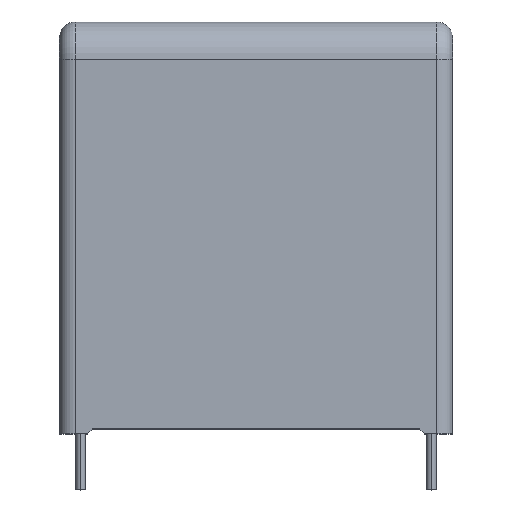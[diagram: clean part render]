
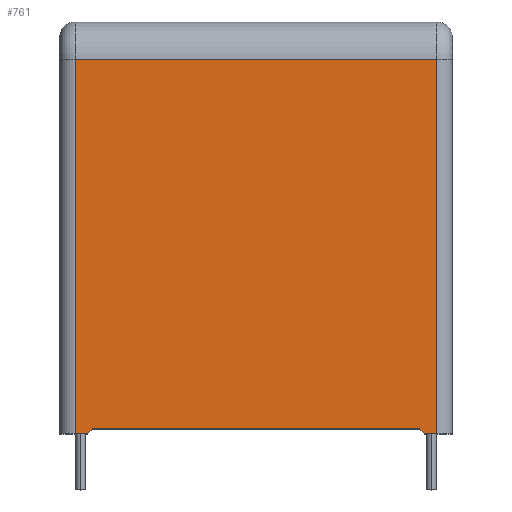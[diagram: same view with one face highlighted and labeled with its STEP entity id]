
A CAD part, top view. The second image highlights one B-rep face of the part: STEP entity #761.
In plain terms, the highlighted planar face has unit normal (0, 0, 1).
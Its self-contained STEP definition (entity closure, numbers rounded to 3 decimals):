
#158 = LINE ( 'NONE', #298, #207 ) ;
#193 = DIRECTION ( 'NONE',  ( 1., 0., 0. ) ) ;
#207 = VECTOR ( 'NONE', #3179, 1000. ) ;
#285 = EDGE_CURVE ( 'NONE', #3378, #2963, #776, .T. ) ;
#298 = CARTESIAN_POINT ( 'NONE',  ( 17.5, 0.5, 12. ) ) ;
#320 = EDGE_CURVE ( 'NONE', #3343, #2513, #614, .T. ) ;
#367 = DIRECTION ( 'NONE',  ( -1., 0., 0. ) ) ;
#516 = VERTEX_POINT ( 'NONE', #3919 ) ;
#527 = CARTESIAN_POINT ( 'NONE',  ( 19.3, 0., 12. ) ) ;
#549 = CARTESIAN_POINT ( 'NONE',  ( 19.3, 40., 12. ) ) ;
#600 = VECTOR ( 'NONE', #2110, 1000. ) ;
#614 = LINE ( 'NONE', #2010, #600 ) ;
#648 = CARTESIAN_POINT ( 'NONE',  ( -21., 44., 12. ) ) ;
#709 = VECTOR ( 'NONE', #2362, 1000. ) ;
#713 = CARTESIAN_POINT ( 'NONE',  ( 19.3, 44., 12. ) ) ;
#761 = ADVANCED_FACE ( 'NONE', ( #3497 ), #4239, .F. ) ;
#776 = LINE ( 'NONE', #2422, #709 ) ;
#1054 = EDGE_CURVE ( 'NONE', #2298, #2598, #3079, .T. ) ;
#1165 = ORIENTED_EDGE ( 'NONE', *, *, #2711, .T. ) ;
#1168 = DIRECTION ( 'NONE',  ( 0., 1., 0. ) ) ;
#1320 = EDGE_CURVE ( 'NONE', #2633, #2298, #1506, .T. ) ;
#1446 = DIRECTION ( 'NONE',  ( -1., 0., 0. ) ) ;
#1469 = VECTOR ( 'NONE', #1446, 1000. ) ;
#1506 = LINE ( 'NONE', #3067, #1469 ) ;
#1541 = ORIENTED_EDGE ( 'NONE', *, *, #285, .F. ) ;
#1546 = EDGE_CURVE ( 'NONE', #2513, #2633, #2206, .T. ) ;
#1760 = EDGE_CURVE ( 'NONE', #3343, #516, #158, .T. ) ;
#1981 = EDGE_CURVE ( 'NONE', #516, #3378, #2066, .T. ) ;
#2010 = CARTESIAN_POINT ( 'NONE',  ( -21., 0., 12. ) ) ;
#2032 = EDGE_LOOP ( 'NONE', ( #2453, #2561, #3527, #3670, #3810, #3936, #1165, #1541 ) ) ;
#2066 = LINE ( 'NONE', #4322, #3715 ) ;
#2110 = DIRECTION ( 'NONE',  ( 1., 0., 0. ) ) ;
#2154 = VECTOR ( 'NONE', #1168, 1000. ) ;
#2206 = LINE ( 'NONE', #713, #2154 ) ;
#2298 = VERTEX_POINT ( 'NONE', #4112 ) ;
#2362 = DIRECTION ( 'NONE',  ( -0.707, -0.707, 0. ) ) ;
#2422 = CARTESIAN_POINT ( 'NONE',  ( -18., 0., 12. ) ) ;
#2453 = ORIENTED_EDGE ( 'NONE', *, *, #1981, .F. ) ;
#2513 = VERTEX_POINT ( 'NONE', #527 ) ;
#2561 = ORIENTED_EDGE ( 'NONE', *, *, #1760, .F. ) ;
#2598 = VERTEX_POINT ( 'NONE', #3609 ) ;
#2633 = VERTEX_POINT ( 'NONE', #549 ) ;
#2711 = EDGE_CURVE ( 'NONE', #2598, #2963, #3588, .T. ) ;
#2963 = VERTEX_POINT ( 'NONE', #3101 ) ;
#3067 = CARTESIAN_POINT ( 'NONE',  ( -21., 40., 12. ) ) ;
#3073 = CARTESIAN_POINT ( 'NONE',  ( -21., 0., 12. ) ) ;
#3079 = LINE ( 'NONE', #3780, #3250 ) ;
#3101 = CARTESIAN_POINT ( 'NONE',  ( -18., 0., 12. ) ) ;
#3179 = DIRECTION ( 'NONE',  ( -0.707, 0.707, 0. ) ) ;
#3213 = CARTESIAN_POINT ( 'NONE',  ( 18., 0., 12. ) ) ;
#3230 = AXIS2_PLACEMENT_3D ( 'NONE', #648, #4153, #4139 ) ;
#3250 = VECTOR ( 'NONE', #4041, 1000. ) ;
#3343 = VERTEX_POINT ( 'NONE', #3213 ) ;
#3378 = VERTEX_POINT ( 'NONE', #3489 ) ;
#3422 = VECTOR ( 'NONE', #193, 1000. ) ;
#3489 = CARTESIAN_POINT ( 'NONE',  ( -17.5, 0.5, 12. ) ) ;
#3497 = FACE_OUTER_BOUND ( 'NONE', #2032, .T. ) ;
#3527 = ORIENTED_EDGE ( 'NONE', *, *, #320, .T. ) ;
#3588 = LINE ( 'NONE', #3073, #3422 ) ;
#3609 = CARTESIAN_POINT ( 'NONE',  ( -19.3, 0., 12. ) ) ;
#3670 = ORIENTED_EDGE ( 'NONE', *, *, #1546, .T. ) ;
#3715 = VECTOR ( 'NONE', #367, 1000. ) ;
#3780 = CARTESIAN_POINT ( 'NONE',  ( -19.3, 44., 12. ) ) ;
#3810 = ORIENTED_EDGE ( 'NONE', *, *, #1320, .T. ) ;
#3919 = CARTESIAN_POINT ( 'NONE',  ( 17.5, 0.5, 12. ) ) ;
#3936 = ORIENTED_EDGE ( 'NONE', *, *, #1054, .T. ) ;
#4041 = DIRECTION ( 'NONE',  ( 0., -1., 0. ) ) ;
#4112 = CARTESIAN_POINT ( 'NONE',  ( -19.3, 40., 12. ) ) ;
#4139 = DIRECTION ( 'NONE',  ( -1., 0., 0. ) ) ;
#4153 = DIRECTION ( 'NONE',  ( 0., 0., -1. ) ) ;
#4239 = PLANE ( 'NONE',  #3230 ) ;
#4322 = CARTESIAN_POINT ( 'NONE',  ( -17.5, 0.5, 12. ) ) ;
